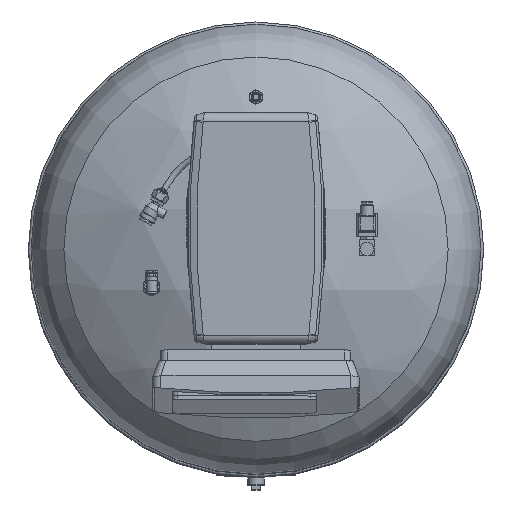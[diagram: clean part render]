
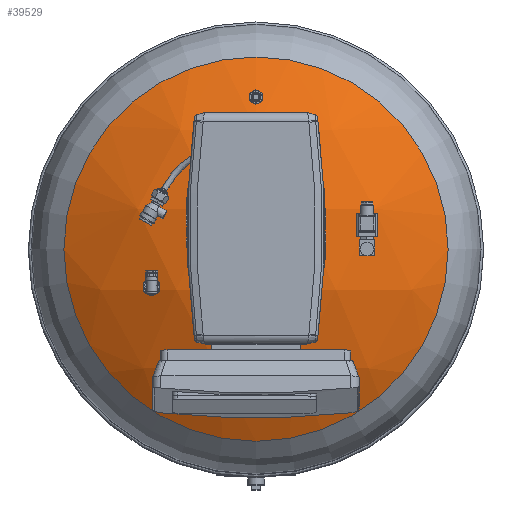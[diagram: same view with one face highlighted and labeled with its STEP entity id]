
A CAD part, top view. The second image highlights one B-rep face of the part: STEP entity #39529.
In plain terms, the highlighted spherical face has radius 594 mm.
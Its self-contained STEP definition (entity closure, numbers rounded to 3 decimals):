
#169=SPHERICAL_SURFACE('',#43249,594.);
#3793=FACE_OUTER_BOUND('',#6493,.T.);
#6493=EDGE_LOOP('',(#34528));
#8467=CIRCLE('',#43250,315.931);
#19170=VERTEX_POINT('',#69905);
#24413=EDGE_CURVE('',#19170,#19170,#8467,.T.);
#34528=ORIENTED_EDGE('',*,*,#24413,.F.);
#39529=ADVANCED_FACE('',(#3793),#169,.T.);
#43249=AXIS2_PLACEMENT_3D('',#69904,#53601,#53602);
#43250=AXIS2_PLACEMENT_3D('',#69906,#53603,#53604);
#53601=DIRECTION('center_axis',(0.,-1.,0.));
#53602=DIRECTION('ref_axis',(-1.,0.,0.));
#53603=DIRECTION('center_axis',(0.,0.,
-1.));
#53604=DIRECTION('ref_axis',(1.,0.,0.));
#69904=CARTESIAN_POINT('Origin',(0.,0.,
1089.));
#69905=CARTESIAN_POINT('',(315.931,0.,1592.014));
#69906=CARTESIAN_POINT('Origin',(0.,0.,
1592.014));
